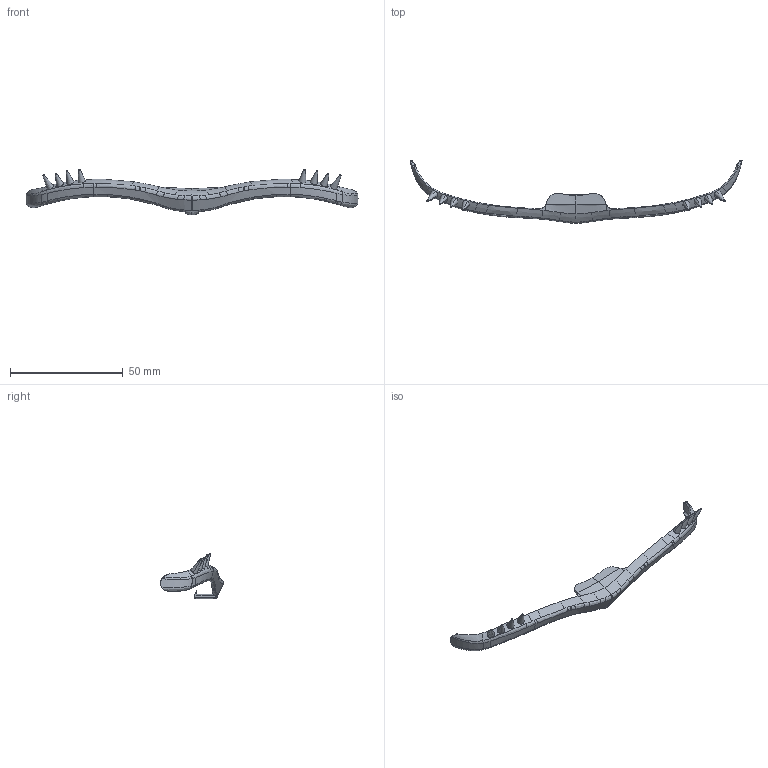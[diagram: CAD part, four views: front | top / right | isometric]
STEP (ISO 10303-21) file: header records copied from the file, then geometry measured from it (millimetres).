
FILE_DESCRIPTION(/* description */ (''),/* implementation_level */ '2;1');
FILE_NAME(/* name */ 'FUN''IKI_Glasses4',/* time_stamp */ '2015-12-29T23:42:27+09:00',/* author */ (''),/* organization */ (''),/* preprocessor_version */ 'ST-DEVELOPER v15',/* originating_system */ '',/* authorisation */ '');
FILE_SCHEMA (('CONFIG_CONTROL_DESIGN'));
Length unit declared in the file: millimetre
Products named in the file (1): Deco_Sample_Thorn
Bounding box: 147.54 x 27.92 x 20.2 mm (x, y, z)
Volume: 2173.2 mm3; surface area: 4521 mm2
Topology: 1 solids, 1 shells, 312 faces, 894 edges, 586 vertices
Faces by surface type: bspline 302, plane 10
Entity records: 28228 total; most frequent: CARTESIAN_POINT 22790, ORIENTED_EDGE 1780, EDGE_CURVE 890, B_SPLINE_CURVE_WITH_KNOTS 839, VERTEX_POINT 586, EDGE_LOOP 318, ADVANCED_FACE 312, FACE_OUTER_BOUND 312
